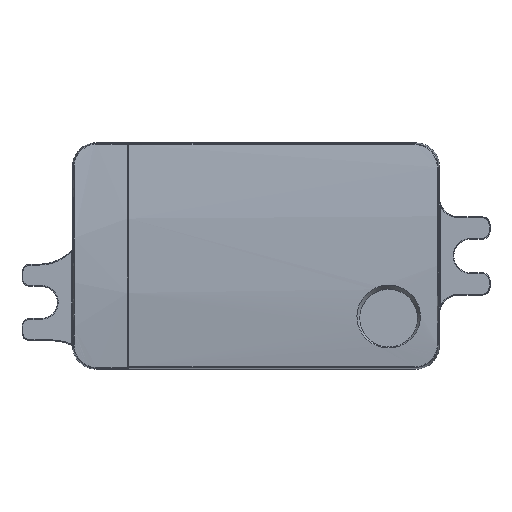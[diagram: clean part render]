
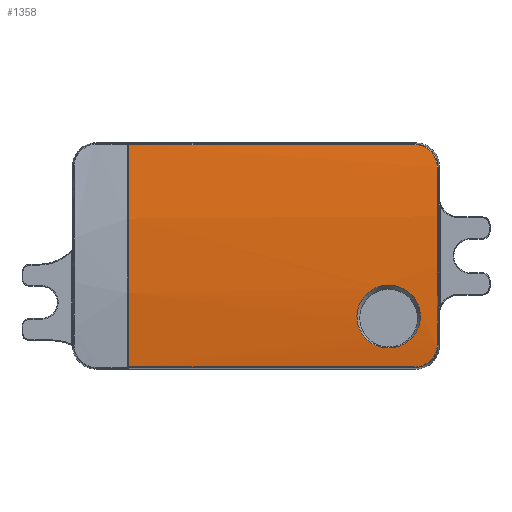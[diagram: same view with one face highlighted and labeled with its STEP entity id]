
A CAD part, top view. The second image highlights one B-rep face of the part: STEP entity #1358.
In plain terms, the highlighted cylindrical face has radius 100 mm (diameter 200 mm), a partial arc.
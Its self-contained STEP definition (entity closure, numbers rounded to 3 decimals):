
#990=CYLINDRICAL_SURFACE('',#4588,100.);
#1055=CIRCLE('',#4587,100.);
#1358=ADVANCED_FACE('',(#2203,#2204),#990,.T.);
#1669=LINE('',#6285,#1922);
#1670=LINE('',#6290,#1923);
#1922=VECTOR('',#4892,1.);
#1923=VECTOR('',#4895,1.);
#2203=FACE_BOUND('',#2237,.T.);
#2204=FACE_BOUND('',#2238,.T.);
#2237=EDGE_LOOP('',(#2519));
#2238=EDGE_LOOP('',(#2520,#2521,#2522,#2523,#2524,#2525));
#2519=ORIENTED_EDGE('',*,*,#3917,.F.);
#2520=ORIENTED_EDGE('',*,*,#3919,.T.);
#2521=ORIENTED_EDGE('',*,*,#3920,.T.);
#2522=ORIENTED_EDGE('',*,*,#3921,.T.);
#2523=ORIENTED_EDGE('',*,*,#3922,.T.);
#2524=ORIENTED_EDGE('',*,*,#3923,.T.);
#2525=ORIENTED_EDGE('',*,*,#3924,.T.);
#3579=VERTEX_POINT('',#6281);
#3581=VERTEX_POINT('',#6286);
#3582=VERTEX_POINT('',#6287);
#3583=VERTEX_POINT('',#6289);
#3584=VERTEX_POINT('',#6291);
#3585=VERTEX_POINT('',#6298);
#3586=VERTEX_POINT('',#6303);
#3917=EDGE_CURVE('',#3579,#3579,#4428,.T.);
#3919=EDGE_CURVE('',#3581,#3582,#1669,.T.);
#3920=EDGE_CURVE('',#3582,#3583,#1055,.T.);
#3921=EDGE_CURVE('',#3583,#3584,#1670,.T.);
#3922=EDGE_CURVE('',#3584,#3585,#4429,.T.);
#3923=EDGE_CURVE('',#3585,#3586,#4430,.T.);
#3924=EDGE_CURVE('',#3586,#3581,#4431,.T.);
#4428=B_SPLINE_CURVE_WITH_KNOTS('',3,(#6223,#6224,#6225,#6226,#6227,#6228,
#6229,#6230,#6231,#6232,#6233,#6234,#6235,#6236,#6237,#6238,#6239,#6240,
#6241,#6242,#6243,#6244,#6245,#6246,#6247,#6248,#6249,#6250,#6251,#6252,
#6253,#6254,#6255,#6256,#6257,#6258,#6259,#6260,#6261,#6262,#6263,#6264,
#6265,#6266,#6267,#6268,#6269,#6270,#6271,#6272,#6273,#6274,#6275,#6276,
#6277,#6278,#6279,#6280),.UNSPECIFIED.,.T.,.F.,(1,3,3,3,3,3,3,3,3,3,3,3,
3,3,3,3,3,3,3,3,3,1),(-0.033,0.,0.054,0.107,
0.16,0.213,0.267,0.321,
0.375,0.429,0.483,0.537,
0.591,0.644,0.697,0.75,
0.803,0.858,0.912,0.967,
1.,1.054),.UNSPECIFIED.);
#4429=B_SPLINE_CURVE_WITH_KNOTS('',3,(#6292,#6293,#6294,#6295,#6296,#6297),
 .UNSPECIFIED.,.F.,.F.,(4,2,4),(0.,0.5,1.),.UNSPECIFIED.);
#4430=B_SPLINE_CURVE_WITH_KNOTS('',3,(#6299,#6300,#6301,#6302),
 .UNSPECIFIED.,.F.,.F.,(4,4),(0.,1.),.UNSPECIFIED.);
#4431=B_SPLINE_CURVE_WITH_KNOTS('',3,(#6304,#6305,#6306,#6307,#6308,#6309),
 .UNSPECIFIED.,.F.,.F.,(4,2,4),(0.,0.5,1.),.UNSPECIFIED.);
#4587=AXIS2_PLACEMENT_3D('',#6288,#4893,#4894);
#4588=AXIS2_PLACEMENT_3D('',#6310,#4896,#4897);
#4892=DIRECTION('',(-1.,0.,0.));
#4893=DIRECTION('',(1.,0.,0.));
#4894=DIRECTION('',(0.,0.,1.));
#4895=DIRECTION('',(1.,0.,0.));
#4896=DIRECTION('',(-1.,0.,0.));
#4897=DIRECTION('',(0.,0.,-1.));
#6223=CARTESIAN_POINT('',(35.629,7.45,19.846));
#6224=CARTESIAN_POINT('',(35.372,7.073,19.825));
#6225=CARTESIAN_POINT('',(35.177,6.646,19.799));
#6226=CARTESIAN_POINT('',(35.063,6.205,19.769));
#6227=CARTESIAN_POINT('',(34.951,5.773,19.739));
#6228=CARTESIAN_POINT('',(34.912,5.316,19.705));
#6229=CARTESIAN_POINT('',(34.949,4.872,19.669));
#6230=CARTESIAN_POINT('',(34.987,4.428,19.633));
#6231=CARTESIAN_POINT('',(35.101,3.986,19.594));
#6232=CARTESIAN_POINT('',(35.283,3.58,19.555));
#6233=CARTESIAN_POINT('',(35.466,3.172,19.517));
#6234=CARTESIAN_POINT('',(35.721,2.79,19.478));
#6235=CARTESIAN_POINT('',(36.029,2.465,19.443));
#6236=CARTESIAN_POINT('',(36.338,2.136,19.409));
#6237=CARTESIAN_POINT('',(36.709,1.857,19.377));
#6238=CARTESIAN_POINT('',(37.11,1.648,19.354));
#6239=CARTESIAN_POINT('',(37.513,1.439,19.33));
#6240=CARTESIAN_POINT('',(37.959,1.295,19.313));
#6241=CARTESIAN_POINT('',(38.409,1.23,19.305));
#6242=CARTESIAN_POINT('',(38.861,1.164,19.297));
#6243=CARTESIAN_POINT('',(39.33,1.175,19.298));
#6244=CARTESIAN_POINT('',(39.778,1.262,19.309));
#6245=CARTESIAN_POINT('',(40.226,1.348,19.319));
#6246=CARTESIAN_POINT('',(40.666,1.513,19.338));
#6247=CARTESIAN_POINT('',(41.06,1.742,19.364));
#6248=CARTESIAN_POINT('',(41.453,1.971,19.39));
#6249=CARTESIAN_POINT('',(41.813,2.271,19.423));
#6250=CARTESIAN_POINT('',(42.108,2.617,19.459));
#6251=CARTESIAN_POINT('',(42.402,2.962,19.496));
#6252=CARTESIAN_POINT('',(42.641,3.363,19.536));
#6253=CARTESIAN_POINT('',(42.803,3.787,19.575));
#6254=CARTESIAN_POINT('',(42.963,4.208,19.614));
#6255=CARTESIAN_POINT('',(43.053,4.663,19.653));
#6256=CARTESIAN_POINT('',(43.064,5.113,19.689));
#6257=CARTESIAN_POINT('',(43.074,5.56,19.724));
#6258=CARTESIAN_POINT('',(43.007,6.015,19.757));
#6259=CARTESIAN_POINT('',(42.868,6.441,19.785));
#6260=CARTESIAN_POINT('',(42.73,6.864,19.812));
#6261=CARTESIAN_POINT('',(42.516,7.269,19.836));
#6262=CARTESIAN_POINT('',(42.246,7.624,19.855));
#6263=CARTESIAN_POINT('',(41.974,7.979,19.875));
#6264=CARTESIAN_POINT('',(41.638,8.293,19.889));
#6265=CARTESIAN_POINT('',(41.265,8.54,19.901));
#6266=CARTESIAN_POINT('',(40.888,8.79,19.912));
#6267=CARTESIAN_POINT('',(40.464,8.979,19.919));
#6268=CARTESIAN_POINT('',(40.026,9.091,19.924));
#6269=CARTESIAN_POINT('',(39.583,9.205,19.928));
#6270=CARTESIAN_POINT('',(39.115,9.245,19.929));
#6271=CARTESIAN_POINT('',(38.659,9.207,19.928));
#6272=CARTESIAN_POINT('',(38.2,9.169,19.927));
#6273=CARTESIAN_POINT('',(37.742,9.051,19.922));
#6274=CARTESIAN_POINT('',(37.322,8.863,19.914));
#6275=CARTESIAN_POINT('',(36.903,8.676,19.907));
#6276=CARTESIAN_POINT('',(36.51,8.413,19.895));
#6277=CARTESIAN_POINT('',(36.178,8.096,19.88));
#6278=CARTESIAN_POINT('',(35.973,7.901,19.87));
#6279=CARTESIAN_POINT('',(35.788,7.683,19.859));
#6280=CARTESIAN_POINT('',(35.629,7.45,19.846));
#6281=CARTESIAN_POINT('',(35.629,7.45,19.846));
#6285=CARTESIAN_POINT('',(105.5,27.249,18.98));
#6286=CARTESIAN_POINT('',(42.335,27.249,18.98));
#6287=CARTESIAN_POINT('',(5.7,27.249,18.98));
#6288=CARTESIAN_POINT('',(5.7,13.,-80.));
#6289=CARTESIAN_POINT('',(5.7,-1.249,18.98));
#6290=CARTESIAN_POINT('',(105.5,-1.249,18.98));
#6291=CARTESIAN_POINT('',(42.335,-1.249,18.98));
#6292=CARTESIAN_POINT('',(42.335,-1.249,18.98));
#6293=CARTESIAN_POINT('',(43.086,-1.249,18.98));
#6294=CARTESIAN_POINT('',(43.847,-0.939,19.025));
#6295=CARTESIAN_POINT('',(44.929,0.15,19.172));
#6296=CARTESIAN_POINT('',(45.233,0.888,19.267));
#6297=CARTESIAN_POINT('',(45.232,1.657,19.355));
#6298=CARTESIAN_POINT('',(45.232,1.657,19.355));
#6299=CARTESIAN_POINT('',(45.232,1.657,19.355));
#6300=CARTESIAN_POINT('',(45.224,9.186,20.214));
#6301=CARTESIAN_POINT('',(45.224,16.814,20.214));
#6302=CARTESIAN_POINT('',(45.232,24.343,19.355));
#6303=CARTESIAN_POINT('',(45.232,24.343,19.355));
#6304=CARTESIAN_POINT('',(45.232,24.343,19.355));
#6305=CARTESIAN_POINT('',(45.233,25.104,19.268));
#6306=CARTESIAN_POINT('',(44.928,25.85,19.172));
#6307=CARTESIAN_POINT('',(43.854,26.933,19.026));
#6308=CARTESIAN_POINT('',(43.097,27.249,18.98));
#6309=CARTESIAN_POINT('',(42.335,27.249,18.98));
#6310=CARTESIAN_POINT('',(105.5,13.,-80.));
